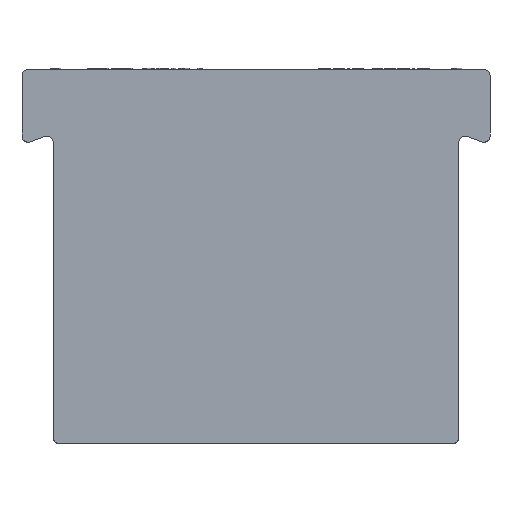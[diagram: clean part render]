
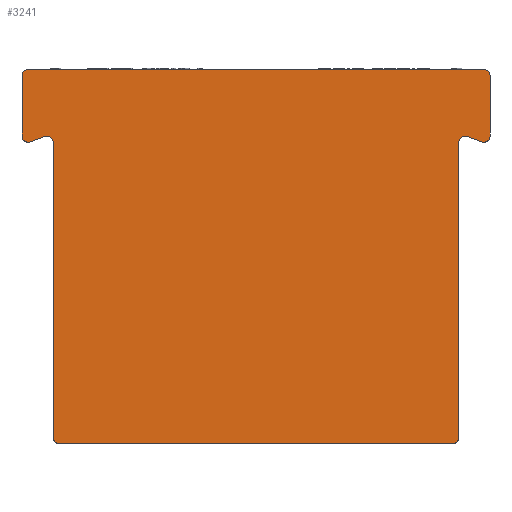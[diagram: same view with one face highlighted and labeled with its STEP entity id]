
A CAD part, left-side view. The second image highlights one B-rep face of the part: STEP entity #3241.
In plain terms, the highlighted planar face has unit normal (-1, 0, 0).
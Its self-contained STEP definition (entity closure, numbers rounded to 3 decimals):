
#2 = AXIS2_PLACEMENT_3D ( 'NONE', #9324, #4396, #12846 ) ;
#45 = ORIENTED_EDGE ( 'NONE', *, *, #834, .T. ) ;
#181 = EDGE_CURVE ( 'NONE', #1351, #9582, #1237, .T. ) ;
#182 = DIRECTION ( 'NONE',  ( 0., 0., -1. ) ) ;
#367 = VERTEX_POINT ( 'NONE', #3264 ) ;
#403 = VERTEX_POINT ( 'NONE', #5742 ) ;
#417 = VERTEX_POINT ( 'NONE', #6880 ) ;
#472 = EDGE_CURVE ( 'NONE', #4015, #7067, #12619, .T. ) ;
#494 = CARTESIAN_POINT ( 'NONE',  ( 0., 32.5, 18.292 ) ) ;
#509 = CARTESIAN_POINT ( 'NONE',  ( 0., -31.5, -30. ) ) ;
#615 = CARTESIAN_POINT ( 'NONE',  ( 0., 33.5, 18.292 ) ) ;
#628 = DIRECTION ( 'NONE',  ( -1., 0., 0. ) ) ;
#721 = CARTESIAN_POINT ( 'NONE',  ( 0., 31.5, -29. ) ) ;
#834 = EDGE_CURVE ( 'NONE', #1777, #5294, #13094, .T. ) ;
#901 = AXIS2_PLACEMENT_3D ( 'NONE', #5673, #2412, #1278 ) ;
#1193 = CIRCLE ( 'NONE', #9134, 1. ) ;
#1237 = LINE ( 'NONE', #11163, #9208 ) ;
#1268 = ORIENTED_EDGE ( 'NONE', *, *, #5131, .T. ) ;
#1273 = VERTEX_POINT ( 'NONE', #509 ) ;
#1278 = DIRECTION ( 'NONE',  ( 0., 0., -1. ) ) ;
#1351 = VERTEX_POINT ( 'NONE', #1640 ) ;
#1366 = AXIS2_PLACEMENT_3D ( 'NONE', #8527, #7181, #9519 ) ;
#1478 = ORIENTED_EDGE ( 'NONE', *, *, #10394, .T. ) ;
#1640 = CARTESIAN_POINT ( 'NONE',  ( 0., -37.5, 29. ) ) ;
#1748 = LINE ( 'NONE', #5930, #13824 ) ;
#1777 = VERTEX_POINT ( 'NONE', #5147 ) ;
#1821 = AXIS2_PLACEMENT_3D ( 'NONE', #721, #13844, #12642 ) ;
#2022 = EDGE_CURVE ( 'NONE', #7067, #403, #4754, .T. ) ;
#2086 = ORIENTED_EDGE ( 'NONE', *, *, #181, .F. ) ;
#2141 = CARTESIAN_POINT ( 'NONE',  ( 0., -32.5, -30. ) ) ;
#2145 = EDGE_CURVE ( 'NONE', #9022, #7870, #5202, .T. ) ;
#2186 = LINE ( 'NONE', #8720, #7882 ) ;
#2412 = DIRECTION ( 'NONE',  ( 1., 0., 0. ) ) ;
#2458 = CARTESIAN_POINT ( 'NONE',  ( 0., 36.5, 30. ) ) ;
#2549 = AXIS2_PLACEMENT_3D ( 'NONE', #9381, #3696, #13557 ) ;
#2586 = EDGE_CURVE ( 'NONE', #7870, #367, #1748, .T. ) ;
#2601 = LINE ( 'NONE', #6931, #12991 ) ;
#3050 = ORIENTED_EDGE ( 'NONE', *, *, #3256, .T. ) ;
#3241 = ADVANCED_FACE ( 'NONE', ( #6037 ), #5188, .F. ) ;
#3256 = EDGE_CURVE ( 'NONE', #10395, #10710, #8168, .T. ) ;
#3264 = CARTESIAN_POINT ( 'NONE',  ( 0., -36.158, 18.389 ) ) ;
#3306 = LINE ( 'NONE', #9835, #4213 ) ;
#3635 = CARTESIAN_POINT ( 'NONE',  ( 0., 37.5, 29. ) ) ;
#3696 = DIRECTION ( 'NONE',  ( -1., 0., 0. ) ) ;
#3780 = ORIENTED_EDGE ( 'NONE', *, *, #11054, .T. ) ;
#4015 = VERTEX_POINT ( 'NONE', #3635 ) ;
#4166 = CARTESIAN_POINT ( 'NONE',  ( 0., -36.5, 19.328 ) ) ;
#4213 = VECTOR ( 'NONE', #10891, 1000. ) ;
#4279 = ORIENTED_EDGE ( 'NONE', *, *, #2145, .T. ) ;
#4396 = DIRECTION ( 'NONE',  ( -1., 0., 0. ) ) ;
#4754 = CIRCLE ( 'NONE', #2, 1. ) ;
#5131 = EDGE_CURVE ( 'NONE', #8746, #10395, #3306, .T. ) ;
#5147 = CARTESIAN_POINT ( 'NONE',  ( 0., -36.5, 30. ) ) ;
#5188 = PLANE ( 'NONE',  #1366 ) ;
#5202 = CIRCLE ( 'NONE', #901, 1. ) ;
#5294 = VERTEX_POINT ( 'NONE', #2458 ) ;
#5308 = CARTESIAN_POINT ( 'NONE',  ( 0., 33.842, 19.232 ) ) ;
#5537 = DIRECTION ( 'NONE',  ( 0., 0., 1. ) ) ;
#5620 = EDGE_CURVE ( 'NONE', #417, #9022, #8603, .T. ) ;
#5673 = CARTESIAN_POINT ( 'NONE',  ( 0., -33.5, 18.292 ) ) ;
#5742 = CARTESIAN_POINT ( 'NONE',  ( 0., 36.158, 18.389 ) ) ;
#5930 = CARTESIAN_POINT ( 'NONE',  ( 0., -36.158, 18.389 ) ) ;
#5977 = CIRCLE ( 'NONE', #8479, 1. ) ;
#6037 = FACE_OUTER_BOUND ( 'NONE', #9114, .T. ) ;
#6041 = VECTOR ( 'NONE', #5537, 1000. ) ;
#6480 = VECTOR ( 'NONE', #9363, 1000. ) ;
#6570 = ORIENTED_EDGE ( 'NONE', *, *, #9430, .T. ) ;
#6630 = CIRCLE ( 'NONE', #2549, 1. ) ;
#6634 = DIRECTION ( 'NONE',  ( 0., 1., 0. ) ) ;
#6869 = CARTESIAN_POINT ( 'NONE',  ( 0., -32.5, 18.292 ) ) ;
#6880 = CARTESIAN_POINT ( 'NONE',  ( 0., -32.5, -29. ) ) ;
#6887 = DIRECTION ( 'NONE',  ( 0., 0., -1. ) ) ;
#6931 = CARTESIAN_POINT ( 'NONE',  ( 0., 33.842, 19.232 ) ) ;
#7067 = VERTEX_POINT ( 'NONE', #11676 ) ;
#7181 = DIRECTION ( 'NONE',  ( 1., 0., 0. ) ) ;
#7184 = CIRCLE ( 'NONE', #11255, 1. ) ;
#7231 = CARTESIAN_POINT ( 'NONE',  ( 0., 37.5, 30. ) ) ;
#7276 = EDGE_CURVE ( 'NONE', #1273, #10710, #2186, .T. ) ;
#7292 = CARTESIAN_POINT ( 'NONE',  ( 0., -31.5, -29. ) ) ;
#7526 = AXIS2_PLACEMENT_3D ( 'NONE', #11275, #9089, #6887 ) ;
#7620 = EDGE_CURVE ( 'NONE', #8826, #8746, #7184, .T. ) ;
#7853 = VECTOR ( 'NONE', #6634, 1000. ) ;
#7870 = VERTEX_POINT ( 'NONE', #8912 ) ;
#7882 = VECTOR ( 'NONE', #10835, 1000. ) ;
#8168 = CIRCLE ( 'NONE', #1821, 1. ) ;
#8366 = DIRECTION ( 'NONE',  ( -1., 0., 0. ) ) ;
#8479 = AXIS2_PLACEMENT_3D ( 'NONE', #4166, #8366, #13680 ) ;
#8527 = CARTESIAN_POINT ( 'NONE',  ( 0., -37.5, 30. ) ) ;
#8603 = LINE ( 'NONE', #2141, #6041 ) ;
#8654 = CIRCLE ( 'NONE', #7526, 1. ) ;
#8702 = CARTESIAN_POINT ( 'NONE',  ( 0., -37.5, 30. ) ) ;
#8720 = CARTESIAN_POINT ( 'NONE',  ( 0., -37.5, -30. ) ) ;
#8746 = VERTEX_POINT ( 'NONE', #494 ) ;
#8826 = VERTEX_POINT ( 'NONE', #5308 ) ;
#8865 = ORIENTED_EDGE ( 'NONE', *, *, #12816, .T. ) ;
#8912 = CARTESIAN_POINT ( 'NONE',  ( 0., -33.842, 19.232 ) ) ;
#9022 = VERTEX_POINT ( 'NONE', #6869 ) ;
#9089 = DIRECTION ( 'NONE',  ( -1., 0., 0. ) ) ;
#9099 = CARTESIAN_POINT ( 'NONE',  ( 0., 32.5, -29. ) ) ;
#9114 = EDGE_LOOP ( 'NONE', ( #12261, #9182, #11595, #12282, #1268, #3050, #10240, #3780, #12408, #4279, #9289, #8865, #2086, #6570, #45, #1478 ) ) ;
#9134 = AXIS2_PLACEMENT_3D ( 'NONE', #7292, #628, #9565 ) ;
#9182 = ORIENTED_EDGE ( 'NONE', *, *, #2022, .T. ) ;
#9208 = VECTOR ( 'NONE', #182, 1000. ) ;
#9289 = ORIENTED_EDGE ( 'NONE', *, *, #2586, .T. ) ;
#9324 = CARTESIAN_POINT ( 'NONE',  ( 0., 36.5, 19.328 ) ) ;
#9363 = DIRECTION ( 'NONE',  ( 0., 0., -1. ) ) ;
#9381 = CARTESIAN_POINT ( 'NONE',  ( 0., 36.5, 29. ) ) ;
#9414 = DIRECTION ( 'NONE',  ( 1., 0., 0. ) ) ;
#9430 = EDGE_CURVE ( 'NONE', #1351, #1777, #8654, .T. ) ;
#9519 = DIRECTION ( 'NONE',  ( 0., 0., -1. ) ) ;
#9565 = DIRECTION ( 'NONE',  ( 0., 0., -1. ) ) ;
#9582 = VERTEX_POINT ( 'NONE', #10840 ) ;
#9835 = CARTESIAN_POINT ( 'NONE',  ( 0., 32.5, 20. ) ) ;
#10240 = ORIENTED_EDGE ( 'NONE', *, *, #7276, .F. ) ;
#10394 = EDGE_CURVE ( 'NONE', #5294, #4015, #6630, .T. ) ;
#10395 = VERTEX_POINT ( 'NONE', #9099 ) ;
#10710 = VERTEX_POINT ( 'NONE', #13838 ) ;
#10835 = DIRECTION ( 'NONE',  ( 0., 1., 0. ) ) ;
#10840 = CARTESIAN_POINT ( 'NONE',  ( 0., -37.5, 19.328 ) ) ;
#10891 = DIRECTION ( 'NONE',  ( 0., 0., -1. ) ) ;
#11054 = EDGE_CURVE ( 'NONE', #1273, #417, #1193, .T. ) ;
#11163 = CARTESIAN_POINT ( 'NONE',  ( 0., -37.5, 30. ) ) ;
#11255 = AXIS2_PLACEMENT_3D ( 'NONE', #615, #9414, #11394 ) ;
#11275 = CARTESIAN_POINT ( 'NONE',  ( 0., -36.5, 29. ) ) ;
#11319 = DIRECTION ( 'NONE',  ( 0., -0.94, 0.342 ) ) ;
#11394 = DIRECTION ( 'NONE',  ( 0., 0., -1. ) ) ;
#11595 = ORIENTED_EDGE ( 'NONE', *, *, #11986, .T. ) ;
#11676 = CARTESIAN_POINT ( 'NONE',  ( 0., 37.5, 19.328 ) ) ;
#11986 = EDGE_CURVE ( 'NONE', #403, #8826, #2601, .T. ) ;
#12261 = ORIENTED_EDGE ( 'NONE', *, *, #472, .T. ) ;
#12282 = ORIENTED_EDGE ( 'NONE', *, *, #7620, .T. ) ;
#12408 = ORIENTED_EDGE ( 'NONE', *, *, #5620, .T. ) ;
#12619 = LINE ( 'NONE', #7231, #6480 ) ;
#12642 = DIRECTION ( 'NONE',  ( 0., 0., -1. ) ) ;
#12816 = EDGE_CURVE ( 'NONE', #367, #9582, #5977, .T. ) ;
#12846 = DIRECTION ( 'NONE',  ( 0., 0., -1. ) ) ;
#12991 = VECTOR ( 'NONE', #11319, 1000. ) ;
#13094 = LINE ( 'NONE', #8702, #7853 ) ;
#13557 = DIRECTION ( 'NONE',  ( 0., 0., -1. ) ) ;
#13592 = DIRECTION ( 'NONE',  ( 0., -0.94, -0.342 ) ) ;
#13680 = DIRECTION ( 'NONE',  ( 0., 0., -1. ) ) ;
#13824 = VECTOR ( 'NONE', #13592, 1000. ) ;
#13838 = CARTESIAN_POINT ( 'NONE',  ( 0., 31.5, -30. ) ) ;
#13844 = DIRECTION ( 'NONE',  ( -1., 0., 0. ) ) ;
